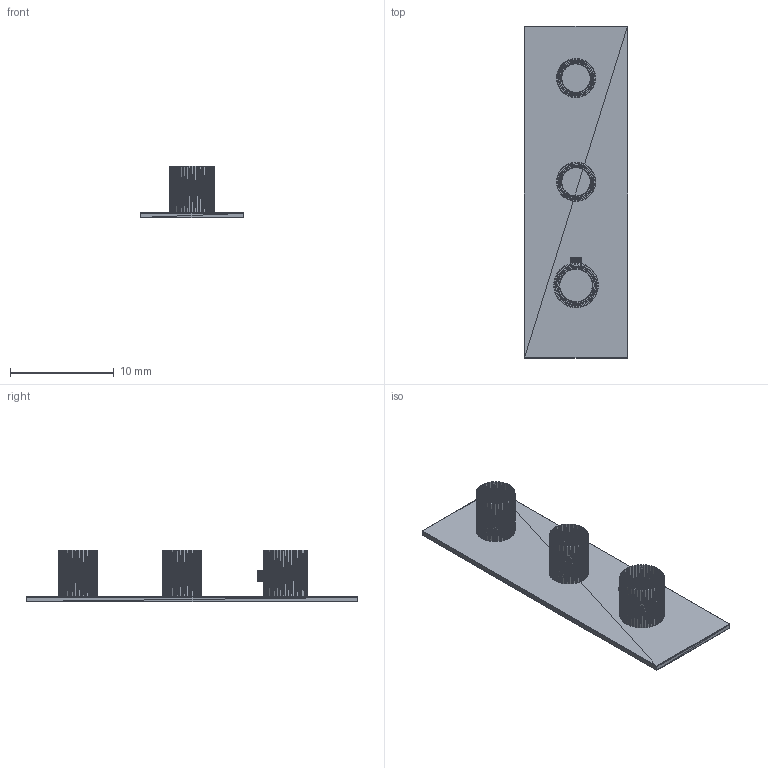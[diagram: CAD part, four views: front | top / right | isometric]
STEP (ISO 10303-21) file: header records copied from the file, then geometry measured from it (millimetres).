
FILE_DESCRIPTION(('FreeCAD Model'),'2;1');
FILE_NAME('Open CASCADE Shape Model','2024-11-18T11:01:21',('Author'),( ''),'Open CASCADE STEP processor 7.6','FreeCAD','Unknown');
FILE_SCHEMA(('AUTOMOTIVE_DESIGN { 1 0 10303 214 1 1 1 1 }'));
Products named in the file (1): Produto_3___Termostato_High_Flow_para_duas_sa__das001
Bounding box: 10 x 31.92 x 5 mm (x, y, z)
Surface area: 867.3 mm2 (no closed solid volume)
Topology: 0 solids, 5 shells, 13524 faces, 20547 edges, 7025 vertices
Faces by surface type: plane 13524
Entity records: 265623 total; most frequent: DIRECTION 47597, CARTESIAN_POINT 41097, ORIENTED_EDGE 40572, EDGE_CURVE 20547, LINE 20547, VECTOR 20547, AXIS2_PLACEMENT_3D 13525, ADVANCED_FACE 13524
